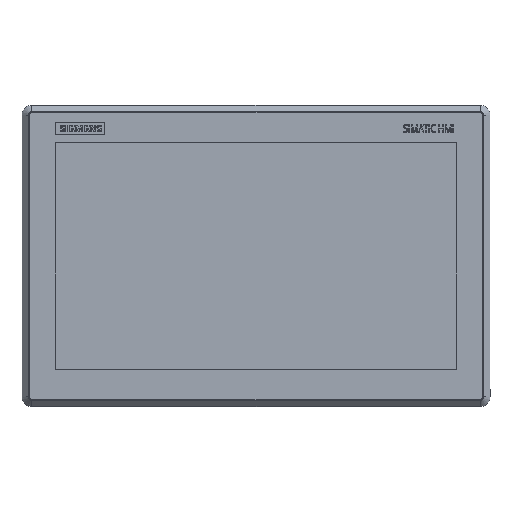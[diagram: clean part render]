
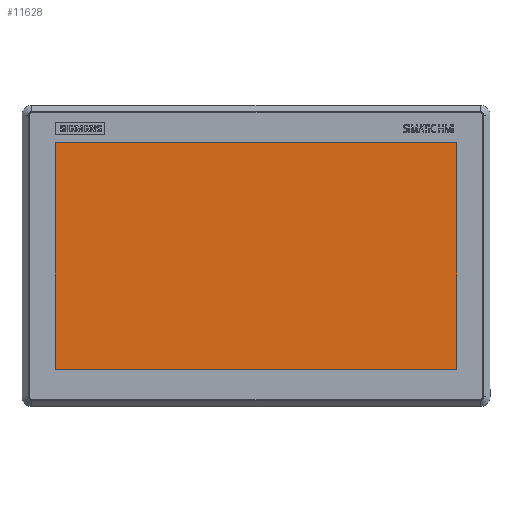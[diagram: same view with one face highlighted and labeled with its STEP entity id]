
A CAD part, top view. The second image highlights one B-rep face of the part: STEP entity #11628.
In plain terms, the highlighted face is planar.
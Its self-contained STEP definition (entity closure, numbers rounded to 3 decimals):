
#10261=PLANE('',#36837);
#11628=ADVANCED_FACE('',(#13348),#10261,.T.);
#13348=FACE_OUTER_BOUND('',#14981,.T.);
#14981=EDGE_LOOP('',(#18899,#18900,#18901,#18902));
#18899=ORIENTED_EDGE('',*,*,#28168,.F.);
#18900=ORIENTED_EDGE('',*,*,#28171,.F.);
#18901=ORIENTED_EDGE('',*,*,#28173,.F.);
#18902=ORIENTED_EDGE('',*,*,#28174,.F.);
#25211=VERTEX_POINT('',#46471);
#25212=VERTEX_POINT('',#46473);
#25213=VERTEX_POINT('',#46477);
#25214=VERTEX_POINT('',#46481);
#28168=EDGE_CURVE('',#25211,#25212,#31594,.T.);
#28171=EDGE_CURVE('',#25213,#25211,#31597,.T.);
#28173=EDGE_CURVE('',#25214,#25213,#31599,.T.);
#28174=EDGE_CURVE('',#25212,#25214,#31600,.T.);
#31594=LINE('',#46472,#33345);
#31597=LINE('',#46478,#33348);
#31599=LINE('',#46482,#33350);
#31600=LINE('',#46484,#33351);
#33345=VECTOR('',#40166,1.);
#33348=VECTOR('',#40171,1.);
#33350=VECTOR('',#40175,1.);
#33351=VECTOR('',#40178,1.);
#36837=AXIS2_PLACEMENT_3D('',#46486,#40181,#40182);
#40166=DIRECTION('',(0.,0.,1.));
#40171=DIRECTION('',(-1.,0.,0.));
#40175=DIRECTION('',(0.,0.,-1.));
#40178=DIRECTION('',(1.,0.,0.));
#40181=DIRECTION('',(0.,-1.,0.));
#40182=DIRECTION('',(0.,0.,-1.));
#46471=CARTESIAN_POINT('',(-205.25,-39.182,-77.35));
#46472=CARTESIAN_POINT('',(-205.25,-39.182,153.85));
#46473=CARTESIAN_POINT('',(-205.25,-39.182,153.85));
#46477=CARTESIAN_POINT('',(205.25,-39.182,-77.35));
#46478=CARTESIAN_POINT('',(-205.25,-39.182,-77.35));
#46481=CARTESIAN_POINT('',(205.25,-39.182,153.85));
#46482=CARTESIAN_POINT('',(205.25,-39.182,-77.35));
#46484=CARTESIAN_POINT('',(205.25,-39.182,153.85));
#46486=CARTESIAN_POINT('',(0.,-39.182,0.));
